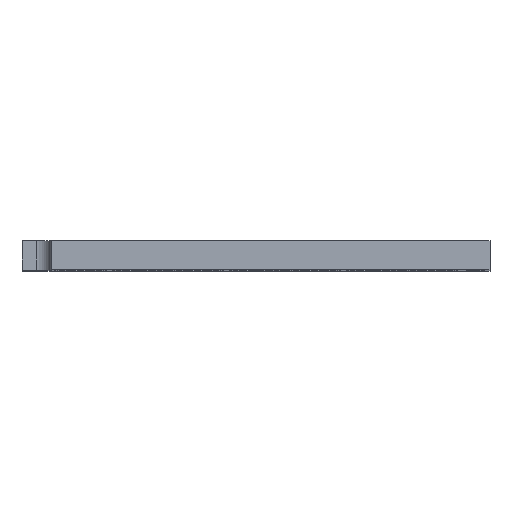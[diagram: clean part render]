
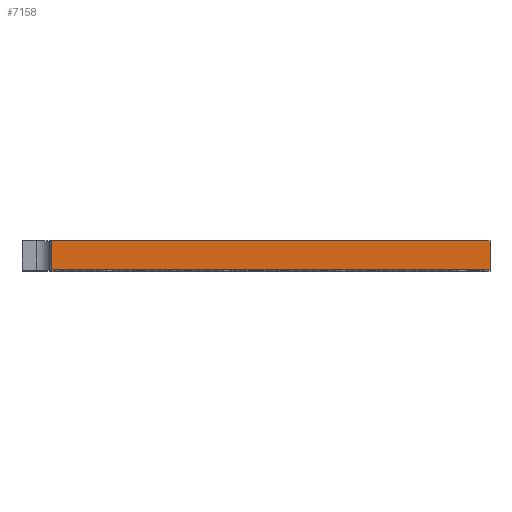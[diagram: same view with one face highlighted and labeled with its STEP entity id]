
A CAD part, top view. The second image highlights one B-rep face of the part: STEP entity #7158.
In plain terms, the highlighted planar face has unit normal (0, 0, 1).
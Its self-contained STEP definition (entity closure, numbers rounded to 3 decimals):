
#412=PLANE('',#7992);
#695=FACE_OUTER_BOUND('',#1254,.T.);
#1254=EDGE_LOOP('',(#5798,#5799,#5800,#5801));
#1881=LINE('',#11976,#2319);
#1917=LINE('',#12121,#2355);
#1920=LINE('',#12125,#2358);
#1921=LINE('',#12126,#2359);
#2319=VECTOR('',#9689,10.);
#2355=VECTOR('',#9851,10.);
#2358=VECTOR('',#9856,10.);
#2359=VECTOR('',#9857,10.);
#3501=VERTEX_POINT('',#11973);
#3502=VERTEX_POINT('',#11975);
#3547=VERTEX_POINT('',#12119);
#3548=VERTEX_POINT('',#12120);
#4308=EDGE_CURVE('',#3502,#3501,#1881,.T.);
#4380=EDGE_CURVE('',#3547,#3548,#1917,.T.);
#4383=EDGE_CURVE('',#3501,#3547,#1920,.T.);
#4384=EDGE_CURVE('',#3502,#3548,#1921,.T.);
#5798=ORIENTED_EDGE('',*,*,#4308,.T.);
#5799=ORIENTED_EDGE('',*,*,#4383,.T.);
#5800=ORIENTED_EDGE('',*,*,#4380,.T.);
#5801=ORIENTED_EDGE('',*,*,#4384,.F.);
#7158=ADVANCED_FACE('',(#695),#412,.T.);
#7992=AXIS2_PLACEMENT_3D('',#12124,#9854,#9855);
#9689=DIRECTION('',(0.,-1.,0.));
#9851=DIRECTION('',(0.,1.,0.));
#9854=DIRECTION('center_axis',(0.,0.,1.));
#9855=DIRECTION('ref_axis',(1.,0.,0.));
#9856=DIRECTION('',(1.,0.,0.));
#9857=DIRECTION('',(1.,0.,0.));
#11973=CARTESIAN_POINT('',(-150.,0.,0.));
#11975=CARTESIAN_POINT('',(-150.,10.,0.));
#11976=CARTESIAN_POINT('',(-150.,5.,0.));
#12119=CARTESIAN_POINT('',(0.,0.,0.));
#12120=CARTESIAN_POINT('',(0.,10.,0.));
#12121=CARTESIAN_POINT('',(0.,0.,0.));
#12124=CARTESIAN_POINT('Origin',(-160.,0.,0.));
#12125=CARTESIAN_POINT('',(-160.,0.,0.));
#12126=CARTESIAN_POINT('',(-160.,10.,0.));
